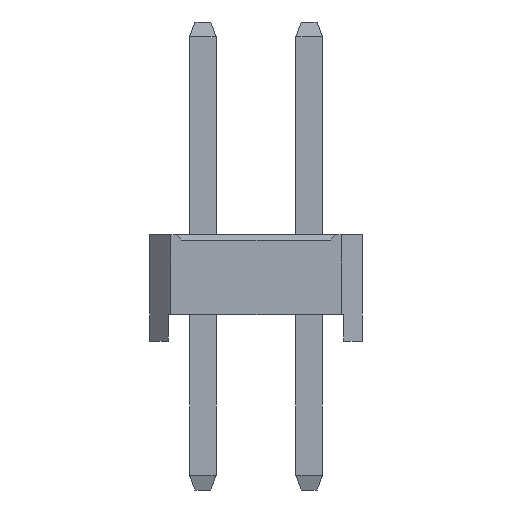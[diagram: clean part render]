
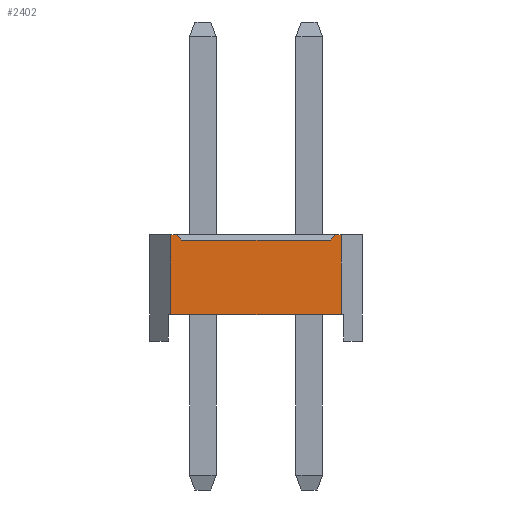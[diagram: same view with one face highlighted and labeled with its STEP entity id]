
A CAD part, left-side view. The second image highlights one B-rep face of the part: STEP entity #2402.
In plain terms, the highlighted planar face has unit normal (-1, 0, 0).
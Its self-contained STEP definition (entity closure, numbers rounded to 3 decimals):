
#2402=ADVANCED_FACE('',(#9752),#9754,.T.);
#9752=FACE_BOUND('',#9753,.T.);
#9753=EDGE_LOOP('',(#15509,#15510,#15511,#15512,#15513,#15514,#15515,#15516));
#9754=PLANE('',#9755);
#9755=AXIS2_PLACEMENT_3D('',#9756,#9757,#9758);
#9756=CARTESIAN_POINT('',(-1.,2.6,0.));
#9757=DIRECTION('',(-1.,0.,0.));
#9758=DIRECTION('',(0.,-1.,0.));
#15509=ORIENTED_EDGE('',*,*,#19066,.F.);
#15510=ORIENTED_EDGE('',*,*,#19067,.T.);
#15511=ORIENTED_EDGE('',*,*,#19068,.F.);
#15512=ORIENTED_EDGE('',*,*,#18286,.F.);
#15513=ORIENTED_EDGE('',*,*,#19069,.F.);
#15514=ORIENTED_EDGE('',*,*,#17996,.T.);
#15515=ORIENTED_EDGE('',*,*,#19065,.T.);
#15516=ORIENTED_EDGE('',*,*,#18290,.F.);
#17996=EDGE_CURVE('',#20038,#20036,#20039,.T.);
#18286=EDGE_CURVE('',#20616,#20618,#20619,.T.);
#18290=EDGE_CURVE('',#20624,#20626,#20627,.T.);
#19065=EDGE_CURVE('',#20036,#20626,#21915,.T.);
#19066=EDGE_CURVE('',#21916,#20624,#21917,.F.);
#19067=EDGE_CURVE('',#21916,#21918,#21919,.T.);
#19068=EDGE_CURVE('',#20618,#21918,#21920,.F.);
#19069=EDGE_CURVE('',#20038,#20616,#21921,.T.);
#20036=VERTEX_POINT('',#23346);
#20038=VERTEX_POINT('',#23350);
#20039=LINE('',#23351,#23352);
#20616=VERTEX_POINT('',#24506);
#20618=VERTEX_POINT('',#24510);
#20619=LINE('',#24511,#24512);
#20624=VERTEX_POINT('',#24522);
#20626=VERTEX_POINT('',#24526);
#20627=LINE('',#24527,#24528);
#21915=LINE('',#27365,#27366);
#21916=VERTEX_POINT('',#27368);
#21917=LINE('',#27369,#27370);
#21918=VERTEX_POINT('',#27372);
#21919=LINE('',#27373,#27374);
#21920=LINE('',#27376,#27377);
#21921=LINE('',#27379,#27380);
#23346=CARTESIAN_POINT('',(-1.,-0.6,0.5));
#23350=CARTESIAN_POINT('',(-1.,2.6,0.5));
#23351=CARTESIAN_POINT('',(-1.,2.6,0.5));
#23352=VECTOR('',#23353,1.);
#23353=DIRECTION('',(0.,-1.,0.));
#24506=CARTESIAN_POINT('',(-1.,2.6,2.));
#24510=CARTESIAN_POINT('',(-1.,2.5,2.));
#24511=CARTESIAN_POINT('',(-1.,2.6,2.));
#24512=VECTOR('',#24513,1.);
#24513=DIRECTION('',(0.,-1.,0.));
#24522=CARTESIAN_POINT('',(-1.,-0.5,2.));
#24526=CARTESIAN_POINT('',(-1.,-0.6,2.));
#24527=CARTESIAN_POINT('',(-1.,-0.5,2.));
#24528=VECTOR('',#24529,1.);
#24529=DIRECTION('',(0.,-1.,0.));
#27365=CARTESIAN_POINT('',(-1.,-0.6,0.5));
#27366=VECTOR('',#27367,1.);
#27367=DIRECTION('',(0.,0.,1.));
#27368=CARTESIAN_POINT('',(-1.,-0.4,1.9));
#27369=CARTESIAN_POINT('',(-1.,-0.5,2.));
#27370=VECTOR('',#27371,1.);
#27371=DIRECTION('',(0.,0.707,-0.707));
#27372=CARTESIAN_POINT('',(-1.,2.4,1.9));
#27373=CARTESIAN_POINT('',(-1.,-0.4,1.9));
#27374=VECTOR('',#27375,1.);
#27375=DIRECTION('',(0.,1.,0.));
#27376=CARTESIAN_POINT('',(-1.,2.4,1.9));
#27377=VECTOR('',#27378,1.);
#27378=DIRECTION('',(0.,0.707,0.707));
#27379=CARTESIAN_POINT('',(-1.,2.6,0.5));
#27380=VECTOR('',#27381,1.);
#27381=DIRECTION('',(0.,0.,1.));
